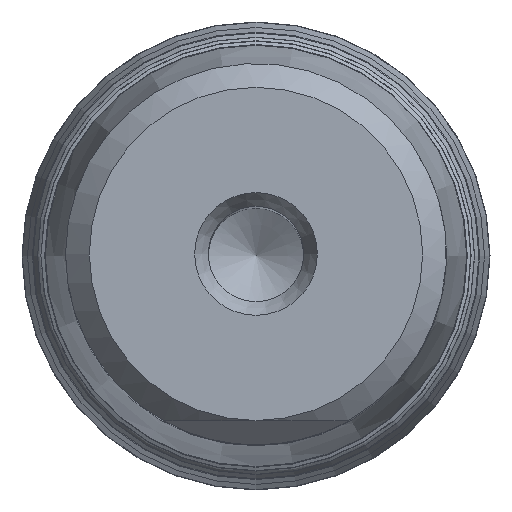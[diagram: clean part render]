
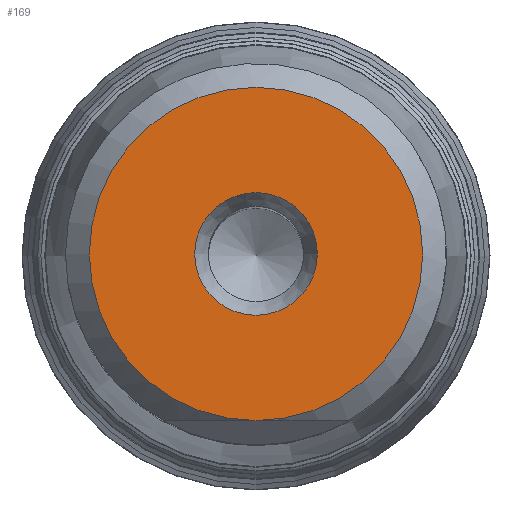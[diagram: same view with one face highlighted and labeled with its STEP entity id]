
A CAD part, top view. The second image highlights one B-rep face of the part: STEP entity #169.
In plain terms, the highlighted planar face has unit normal (0, 0, 1).
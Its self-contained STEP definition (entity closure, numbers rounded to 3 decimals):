
#55=PLANE('',#1114);
#169=ADVANCED_FACE('',(#467,#468),#55,.T.);
#467=FACE_BOUND('',#609,.T.);
#468=FACE_BOUND('',#610,.T.);
#609=EDGE_LOOP('',(#765));
#610=EDGE_LOOP('',(#766));
#765=ORIENTED_EDGE('',*,*,#926,.T.);
#766=ORIENTED_EDGE('',*,*,#950,.F.);
#847=VERTEX_POINT('',#1862);
#870=VERTEX_POINT('',#1921);
#926=EDGE_CURVE('',#847,#847,#1009,.T.);
#950=EDGE_CURVE('',#870,#870,#1024,.T.);
#1009=CIRCLE('',#1083,5.155);
#1024=CIRCLE('',#1112,14.);
#1083=AXIS2_PLACEMENT_3D('',#1861,#1293,#1294);
#1112=AXIS2_PLACEMENT_3D('',#1926,#1355,#1356);
#1114=AXIS2_PLACEMENT_3D('',#1928,#1359,#1360);
#1293=DIRECTION('',(0.,0.,-1.));
#1294=DIRECTION('',(-1.,0.,0.));
#1355=DIRECTION('',(0.,0.,-1.));
#1356=DIRECTION('',(-1.,0.,0.));
#1359=DIRECTION('',(0.,0.,1.));
#1360=DIRECTION('',(1.,0.,0.));
#1861=CARTESIAN_POINT('',(0.,0.,61.));
#1862=CARTESIAN_POINT('',(-5.155,0.,61.));
#1921=CARTESIAN_POINT('',(0.,-14.,61.));
#1926=CARTESIAN_POINT('',(0.,0.,61.));
#1928=CARTESIAN_POINT('',(14.,0.,61.));
